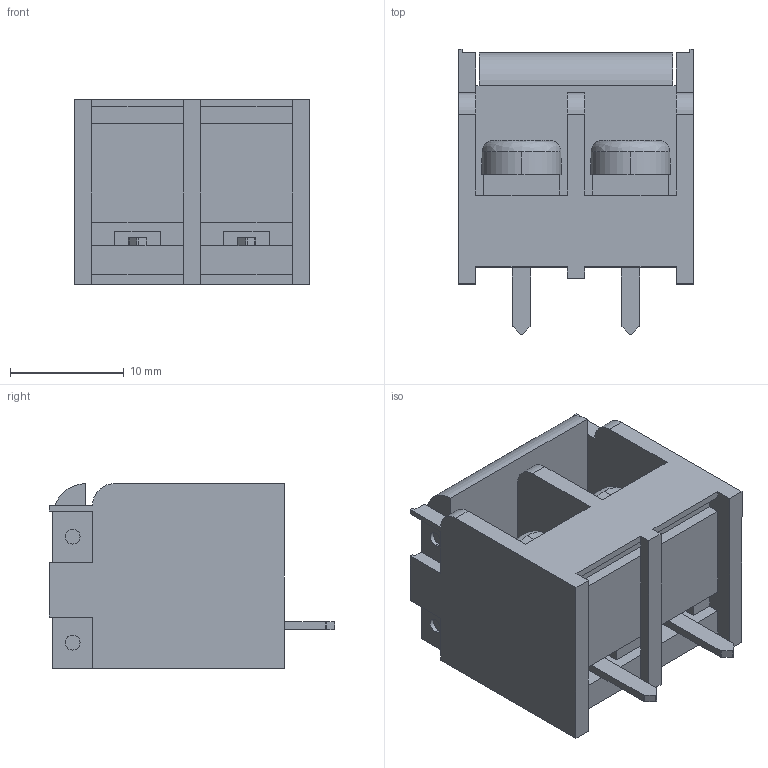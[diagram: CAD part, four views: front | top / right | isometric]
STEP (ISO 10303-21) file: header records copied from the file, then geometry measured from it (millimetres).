
FILE_DESCRIPTION (( 'STEP AP214' ), '1' );
FILE_NAME ('HB9500.STEP', '2020-09-07T02:42:38', ( '' ), ( '' ), 'SwSTEP 2.0', 'SolidWorks 2017', '' );
FILE_SCHEMA (( 'AUTOMOTIVE_DESIGN' ));
Length unit declared in the file: millimetre
Products named in the file (7): M5X6_1; HB9500; M5X6; HB9500-1
Assembly tree (3 placements, depth 2):
  M5X6_1
  HB9500
    HB9500-1
    M5X6
    M5X6_1
  M5X6
  HB9500-1
Bounding box: 20.6 x 25.04 x 16.2 mm (x, y, z)
Volume: 4455.9 mm3; surface area: 4194.1 mm2
Topology: 3 solids, 3 shells, 169 faces, 469 edges, 308 vertices
Faces by surface type: plane 135, cylinder 30, bspline 4
Entity records: 6729 total; most frequent: CARTESIAN_POINT 1145, ORIENTED_EDGE 938, DIRECTION 869, EDGE_CURVE 469, VECTOR 389, LINE 389, VERTEX_POINT 308, AXIS2_PLACEMENT_3D 240
